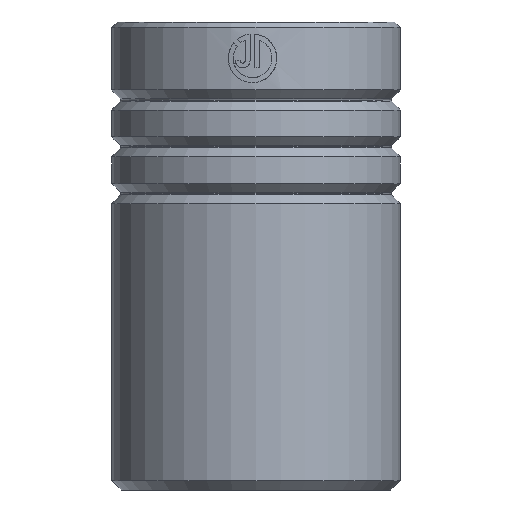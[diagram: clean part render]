
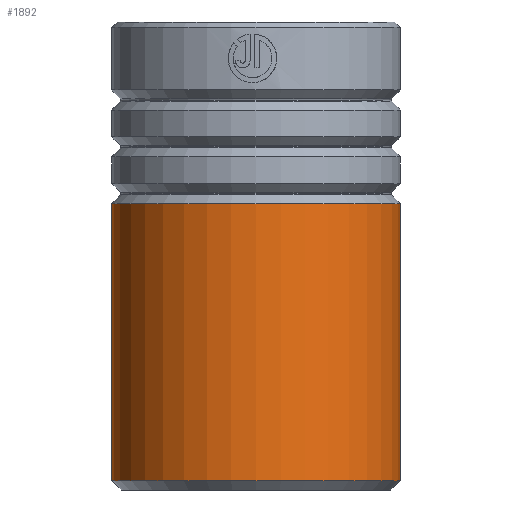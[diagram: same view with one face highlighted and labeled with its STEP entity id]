
A CAD part, front view. The second image highlights one B-rep face of the part: STEP entity #1892.
In plain terms, the highlighted cylindrical face has radius 18.5 mm (diameter 37 mm), a partial arc.
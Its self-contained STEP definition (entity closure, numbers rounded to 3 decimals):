
#100 = LINE ( 'NONE', #717, #2585 ) ;
#134 = DIRECTION ( 'NONE',  ( 0., 0., -1. ) ) ;
#142 = ORIENTED_EDGE ( 'NONE', *, *, #1479, .T. ) ;
#225 = VERTEX_POINT ( 'NONE', #1104 ) ;
#239 = ORIENTED_EDGE ( 'NONE', *, *, #1351, .F. ) ;
#267 = EDGE_CURVE ( 'NONE', #1089, #225, #100, .T. ) ;
#334 = DIRECTION ( 'NONE',  ( 0., 0., -1. ) ) ;
#482 = CARTESIAN_POINT ( 'NONE',  ( -18.5, 0., 36.717 ) ) ;
#512 = VERTEX_POINT ( 'NONE', #2024 ) ;
#693 = CIRCLE ( 'NONE', #2562, 18.5 ) ;
#714 = ORIENTED_EDGE ( 'NONE', *, *, #267, .T. ) ;
#717 = CARTESIAN_POINT ( 'NONE',  ( -18.5, 0., 60. ) ) ;
#763 = CARTESIAN_POINT ( 'NONE',  ( 18.5, 0., 60. ) ) ;
#836 = AXIS2_PLACEMENT_3D ( 'NONE', #1379, #134, #1928 ) ;
#919 = VECTOR ( 'NONE', #334, 1000. ) ;
#1089 = VERTEX_POINT ( 'NONE', #482 ) ;
#1104 = CARTESIAN_POINT ( 'NONE',  ( -18.5, 0., 1.2 ) ) ;
#1193 = VERTEX_POINT ( 'NONE', #2493 ) ;
#1226 = CYLINDRICAL_SURFACE ( 'NONE', #1877, 18.5 ) ;
#1248 = DIRECTION ( 'NONE',  ( 0., 0., 1. ) ) ;
#1331 = ORIENTED_EDGE ( 'NONE', *, *, #1993, .T. ) ;
#1333 = DIRECTION ( 'NONE',  ( 0., 0., -1. ) ) ;
#1351 = EDGE_CURVE ( 'NONE', #512, #1193, #2160, .T. ) ;
#1379 = CARTESIAN_POINT ( 'NONE',  ( 0., 0., 36.717 ) ) ;
#1435 = CARTESIAN_POINT ( 'NONE',  ( 0., 0., 60. ) ) ;
#1479 = EDGE_CURVE ( 'NONE', #512, #1089, #1976, .T. ) ;
#1574 = EDGE_LOOP ( 'NONE', ( #239, #142, #714, #1331 ) ) ;
#1789 = DIRECTION ( 'NONE',  ( 0., 0., -1. ) ) ;
#1861 = CARTESIAN_POINT ( 'NONE',  ( 0., 0., 1.2 ) ) ;
#1877 = AXIS2_PLACEMENT_3D ( 'NONE', #1435, #1789, #2188 ) ;
#1892 = ADVANCED_FACE ( 'NONE', ( #2419 ), #1226, .T. ) ;
#1928 = DIRECTION ( 'NONE',  ( -1., 0., 0. ) ) ;
#1976 = CIRCLE ( 'NONE', #836, 18.5 ) ;
#1993 = EDGE_CURVE ( 'NONE', #225, #1193, #693, .T. ) ;
#2024 = CARTESIAN_POINT ( 'NONE',  ( 18.5, 0., 36.717 ) ) ;
#2160 = LINE ( 'NONE', #763, #919 ) ;
#2188 = DIRECTION ( 'NONE',  ( -1., 0., 0. ) ) ;
#2419 = FACE_OUTER_BOUND ( 'NONE', #1574, .T. ) ;
#2493 = CARTESIAN_POINT ( 'NONE',  ( 18.5, 0., 1.2 ) ) ;
#2503 = DIRECTION ( 'NONE',  ( 1., 0., 0. ) ) ;
#2562 = AXIS2_PLACEMENT_3D ( 'NONE', #1861, #1248, #2503 ) ;
#2585 = VECTOR ( 'NONE', #1333, 1000. ) ;
